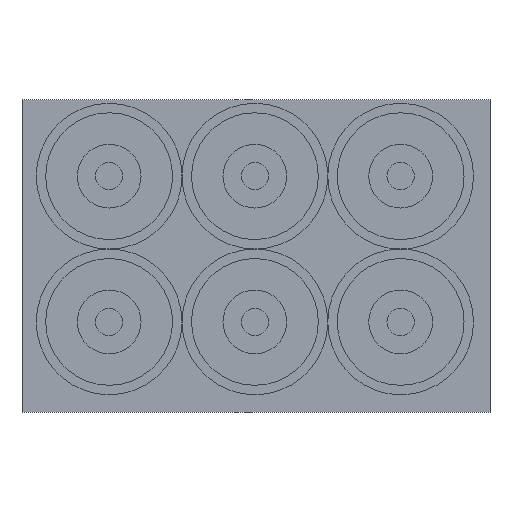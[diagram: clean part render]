
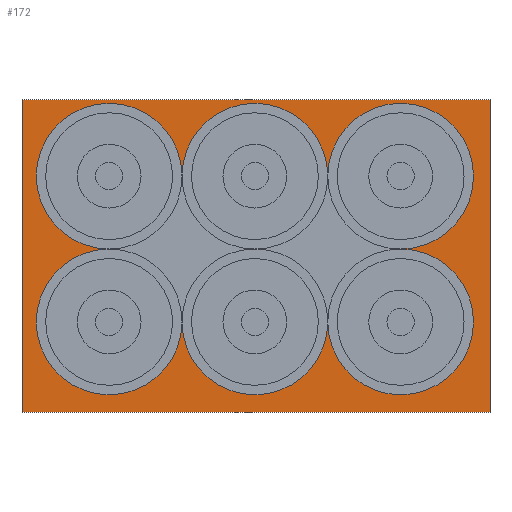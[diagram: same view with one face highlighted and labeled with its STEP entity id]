
A CAD part, left-side view. The second image highlights one B-rep face of the part: STEP entity #172.
In plain terms, the highlighted planar face has unit normal (-1, 0, 0).
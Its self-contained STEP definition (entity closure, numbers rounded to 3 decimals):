
#51=CARTESIAN_POINT('Axis2P3D Location',(3.,0.,0.)) ;
#56=CARTESIAN_POINT('Line Origine',(3.,41.565,-8.766)) ;
#60=CARTESIAN_POINT('Vertex',(3.,41.565,-25.891)) ;
#62=CARTESIAN_POINT('Vertex',(3.,41.565,8.359)) ;
#65=CARTESIAN_POINT('Line Origine',(3.,15.877,-25.891)) ;
#69=CARTESIAN_POINT('Vertex',(3.,-9.81,-25.891)) ;
#72=CARTESIAN_POINT('Line Origine',(3.,-9.81,-8.766)) ;
#76=CARTESIAN_POINT('Vertex',(3.,-9.81,8.359)) ;
#79=CARTESIAN_POINT('Line Origine',(3.,15.877,8.359)) ;
#90=CARTESIAN_POINT('Axis2P3D Location',(3.,32.,0.)) ;
#94=CARTESIAN_POINT('Vertex',(3.,32.,-8.)) ;
#96=CARTESIAN_POINT('Vertex',(3.,40.,0.)) ;
#99=CARTESIAN_POINT('Axis2P3D Location',(3.,32.,0.)) ;
#103=CARTESIAN_POINT('Vertex',(3.,24.,0.)) ;
#106=CARTESIAN_POINT('Axis2P3D Location',(3.,16.,0.)) ;
#110=CARTESIAN_POINT('Vertex',(3.,8.,0.)) ;
#113=CARTESIAN_POINT('Axis2P3D Location',(3.,0.,0.)) ;
#117=CARTESIAN_POINT('Vertex',(3.,-8.,0.)) ;
#120=CARTESIAN_POINT('Axis2P3D Location',(3.,0.,0.)) ;
#124=CARTESIAN_POINT('Vertex',(3.,0.,-8.)) ;
#127=CARTESIAN_POINT('Axis2P3D Location',(3.,0.,-16.)) ;
#131=CARTESIAN_POINT('Vertex',(3.,-8.,-16.)) ;
#134=CARTESIAN_POINT('Axis2P3D Location',(3.,0.,-16.)) ;
#138=CARTESIAN_POINT('Vertex',(3.,8.,-16.)) ;
#141=CARTESIAN_POINT('Axis2P3D Location',(3.,16.,-16.)) ;
#145=CARTESIAN_POINT('Vertex',(3.,24.,-16.)) ;
#148=CARTESIAN_POINT('Axis2P3D Location',(3.,32.,-16.)) ;
#152=CARTESIAN_POINT('Vertex',(3.,40.,-16.)) ;
#155=CARTESIAN_POINT('Axis2P3D Location',(3.,32.,-16.)) ;
#52=DIRECTION('Axis2P3D Direction',(1.,0.,0.)) ;
#53=DIRECTION('Axis2P3D XDirection',(0.,1.,0.)) ;
#57=DIRECTION('Vector Direction',(0.,0.,1.)) ;
#66=DIRECTION('Vector Direction',(0.,-1.,0.)) ;
#73=DIRECTION('Vector Direction',(0.,0.,-1.)) ;
#80=DIRECTION('Vector Direction',(0.,1.,0.)) ;
#91=DIRECTION('Axis2P3D Direction',(1.,0.,0.)) ;
#100=DIRECTION('Axis2P3D Direction',(1.,0.,0.)) ;
#107=DIRECTION('Axis2P3D Direction',(1.,0.,0.)) ;
#114=DIRECTION('Axis2P3D Direction',(1.,0.,0.)) ;
#121=DIRECTION('Axis2P3D Direction',(1.,0.,0.)) ;
#128=DIRECTION('Axis2P3D Direction',(1.,0.,0.)) ;
#135=DIRECTION('Axis2P3D Direction',(1.,0.,0.)) ;
#142=DIRECTION('Axis2P3D Direction',(1.,0.,0.)) ;
#149=DIRECTION('Axis2P3D Direction',(1.,0.,0.)) ;
#156=DIRECTION('Axis2P3D Direction',(1.,0.,0.)) ;
#54=AXIS2_PLACEMENT_3D('Plane Axis2P3D',#51,#52,#53) ;
#92=AXIS2_PLACEMENT_3D('Circle Axis2P3D',#90,#91,$) ;
#101=AXIS2_PLACEMENT_3D('Circle Axis2P3D',#99,#100,$) ;
#108=AXIS2_PLACEMENT_3D('Circle Axis2P3D',#106,#107,$) ;
#115=AXIS2_PLACEMENT_3D('Circle Axis2P3D',#113,#114,$) ;
#122=AXIS2_PLACEMENT_3D('Circle Axis2P3D',#120,#121,$) ;
#129=AXIS2_PLACEMENT_3D('Circle Axis2P3D',#127,#128,$) ;
#136=AXIS2_PLACEMENT_3D('Circle Axis2P3D',#134,#135,$) ;
#143=AXIS2_PLACEMENT_3D('Circle Axis2P3D',#141,#142,$) ;
#150=AXIS2_PLACEMENT_3D('Circle Axis2P3D',#148,#149,$) ;
#157=AXIS2_PLACEMENT_3D('Circle Axis2P3D',#155,#156,$) ;
#85=ORIENTED_EDGE('',*,*,#64,.F.) ;
#86=ORIENTED_EDGE('',*,*,#71,.T.) ;
#87=ORIENTED_EDGE('',*,*,#78,.F.) ;
#88=ORIENTED_EDGE('',*,*,#83,.T.) ;
#161=ORIENTED_EDGE('',*,*,#98,.T.) ;
#162=ORIENTED_EDGE('',*,*,#105,.T.) ;
#163=ORIENTED_EDGE('',*,*,#112,.T.) ;
#164=ORIENTED_EDGE('',*,*,#119,.T.) ;
#165=ORIENTED_EDGE('',*,*,#126,.T.) ;
#166=ORIENTED_EDGE('',*,*,#133,.T.) ;
#167=ORIENTED_EDGE('',*,*,#140,.T.) ;
#168=ORIENTED_EDGE('',*,*,#147,.T.) ;
#169=ORIENTED_EDGE('',*,*,#154,.T.) ;
#170=ORIENTED_EDGE('',*,*,#159,.T.) ;
#171=FACE_BOUND('',#160,.T.) ;
#58=VECTOR('Line Direction',#57,1.) ;
#67=VECTOR('Line Direction',#66,1.) ;
#74=VECTOR('Line Direction',#73,1.) ;
#81=VECTOR('Line Direction',#80,1.) ;
#172=ADVANCED_FACE('PartBody',(#89,#171),#55,.F.) ;
#93=CIRCLE('generated circle',#92,8.) ;
#102=CIRCLE('generated circle',#101,8.) ;
#109=CIRCLE('generated circle',#108,8.) ;
#116=CIRCLE('generated circle',#115,8.) ;
#123=CIRCLE('generated circle',#122,8.) ;
#130=CIRCLE('generated circle',#129,8.) ;
#137=CIRCLE('generated circle',#136,8.) ;
#144=CIRCLE('generated circle',#143,8.) ;
#151=CIRCLE('generated circle',#150,8.) ;
#158=CIRCLE('generated circle',#157,8.) ;
#64=EDGE_CURVE('',#61,#63,#59,.T.) ;
#71=EDGE_CURVE('',#61,#70,#68,.T.) ;
#78=EDGE_CURVE('',#77,#70,#75,.T.) ;
#83=EDGE_CURVE('',#77,#63,#82,.T.) ;
#98=EDGE_CURVE('',#95,#97,#93,.T.) ;
#105=EDGE_CURVE('',#97,#104,#102,.T.) ;
#112=EDGE_CURVE('',#104,#111,#109,.T.) ;
#119=EDGE_CURVE('',#111,#118,#116,.T.) ;
#126=EDGE_CURVE('',#118,#125,#123,.T.) ;
#133=EDGE_CURVE('',#125,#132,#130,.T.) ;
#140=EDGE_CURVE('',#132,#139,#137,.T.) ;
#147=EDGE_CURVE('',#139,#146,#144,.T.) ;
#154=EDGE_CURVE('',#146,#153,#151,.T.) ;
#159=EDGE_CURVE('',#153,#95,#158,.T.) ;
#84=EDGE_LOOP('',(#85,#86,#87,#88)) ;
#160=EDGE_LOOP('',(#161,#162,#163,#164,#165,#166,#167,#168,#169,#170)) ;
#89=FACE_OUTER_BOUND('',#84,.T.) ;
#59=LINE('Line',#56,#58) ;
#68=LINE('Line',#65,#67) ;
#75=LINE('Line',#72,#74) ;
#82=LINE('Line',#79,#81) ;
#55=PLANE('',#54) ;
#61=VERTEX_POINT('',#60) ;
#63=VERTEX_POINT('',#62) ;
#70=VERTEX_POINT('',#69) ;
#77=VERTEX_POINT('',#76) ;
#95=VERTEX_POINT('',#94) ;
#97=VERTEX_POINT('',#96) ;
#104=VERTEX_POINT('',#103) ;
#111=VERTEX_POINT('',#110) ;
#118=VERTEX_POINT('',#117) ;
#125=VERTEX_POINT('',#124) ;
#132=VERTEX_POINT('',#131) ;
#139=VERTEX_POINT('',#138) ;
#146=VERTEX_POINT('',#145) ;
#153=VERTEX_POINT('',#152) ;
